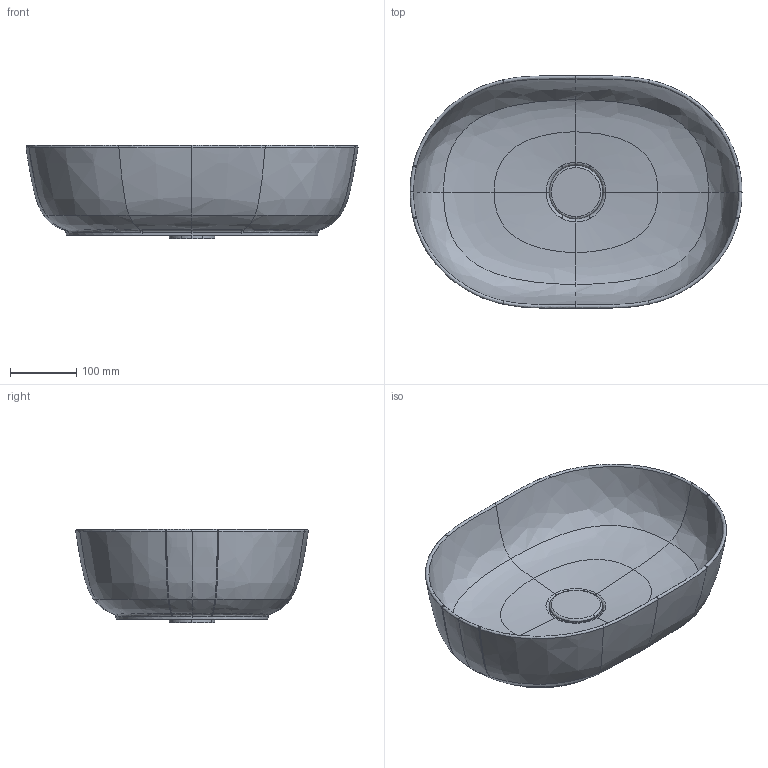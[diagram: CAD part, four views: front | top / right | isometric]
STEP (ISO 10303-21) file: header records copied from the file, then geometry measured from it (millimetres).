
FILE_DESCRIPTION(/* description */ (''),/* implementation_level */ '2;1');
FILE_NAME(/* name */ '037950',/* time_stamp */ '2020-08-07T10:17:36+02:00',/* author */ (''),/* organization */ (''),/* preprocessor_version */ 'ST-DEVELOPER v15',/* originating_system */ '',/* authorisation */ '');
FILE_SCHEMA (('AUTOMOTIVE_DESIGN'));
Length unit declared in the file: millimetre
Products named in the file (1): Document
Bounding box: 500.11 x 350.11 x 140.28 mm (x, y, z)
Volume: 4143438.3 mm3; surface area: 545178.2 mm2
Topology: 3 solids, 3 shells, 289 faces, 636 edges, 356 vertices
Faces by surface type: bspline 264, plane 25
Entity records: 44788 total; most frequent: CARTESIAN_POINT 40939, ORIENTED_EDGE 1272, EDGE_CURVE 636, B_SPLINE_CURVE_WITH_KNOTS 442, VERTEX_POINT 356, EDGE_LOOP 296, ADVANCED_FACE 289, FACE_OUTER_BOUND 289
